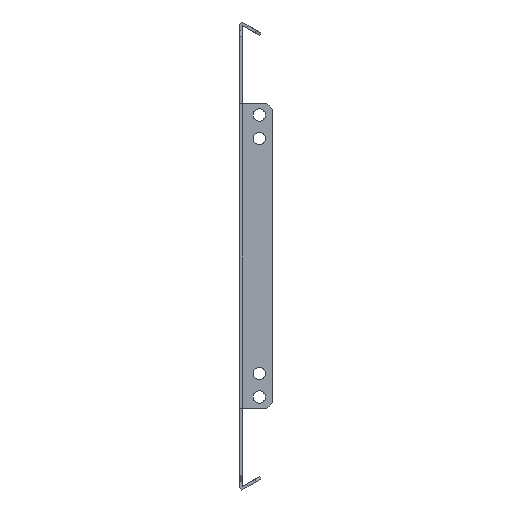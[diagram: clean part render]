
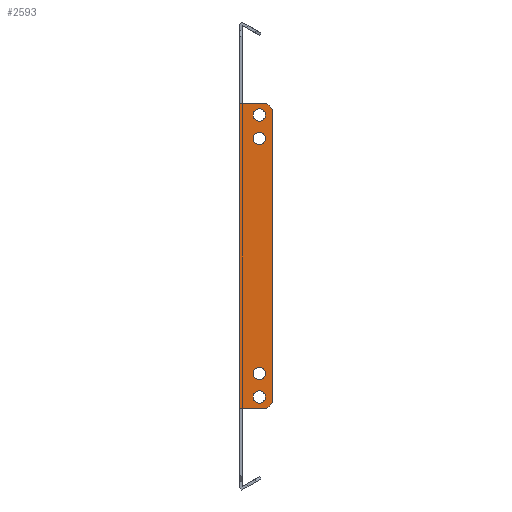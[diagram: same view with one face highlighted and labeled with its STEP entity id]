
A CAD part, front view. The second image highlights one B-rep face of the part: STEP entity #2593.
In plain terms, the highlighted planar face has unit normal (0, -1, 0).
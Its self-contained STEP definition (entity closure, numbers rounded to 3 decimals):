
#190 = VERTEX_POINT ( 'NONE', #459 ) ;
#339 = ORIENTED_EDGE ( 'NONE', *, *, #10726, .F. ) ;
#373 = CARTESIAN_POINT ( 'NONE',  ( 10.5, -352.75, -75. ) ) ;
#459 = CARTESIAN_POINT ( 'NONE',  ( 17.5, -352.75, 78. ) ) ;
#573 = DIRECTION ( 'NONE',  ( 0., 0., -1. ) ) ;
#639 = AXIS2_PLACEMENT_3D ( 'NONE', #6779, #5763, #3237 ) ;
#844 = AXIS2_PLACEMENT_3D ( 'NONE', #7346, #9458, #9768 ) ;
#849 = DIRECTION ( 'NONE',  ( -1., 0., 0. ) ) ;
#955 = FACE_BOUND ( 'NONE', #9178, .T. ) ;
#979 = EDGE_CURVE ( 'NONE', #1974, #7293, #4499, .T. ) ;
#1253 = CIRCLE ( 'NONE', #9395, 3.25 ) ;
#1345 = DIRECTION ( 'NONE',  ( 0., 0., 1. ) ) ;
#1368 = EDGE_CURVE ( 'NONE', #7333, #4091, #7167, .T. ) ;
#1411 = CIRCLE ( 'NONE', #2337, 3.25 ) ;
#1445 = EDGE_CURVE ( 'NONE', #6569, #12660, #1253, .T. ) ;
#1517 = EDGE_LOOP ( 'NONE', ( #7450, #4298, #8373, #3411, #5549, #10026, #7409, #5769 ) ) ;
#1646 = CARTESIAN_POINT ( 'NONE',  ( 10.5, -352.75, 62.5 ) ) ;
#1734 = DIRECTION ( 'NONE',  ( -1., 0., 0. ) ) ;
#1745 = FACE_BOUND ( 'NONE', #4114, .T. ) ;
#1875 = AXIS2_PLACEMENT_3D ( 'NONE', #373, #8211, #1734 ) ;
#1974 = VERTEX_POINT ( 'NONE', #13671 ) ;
#2030 = VECTOR ( 'NONE', #10067, 1000. ) ;
#2337 = AXIS2_PLACEMENT_3D ( 'NONE', #7558, #6453, #8718 ) ;
#2348 = LINE ( 'NONE', #11216, #2030 ) ;
#2478 = VERTEX_POINT ( 'NONE', #11623 ) ;
#2583 = DIRECTION ( 'NONE',  ( 0., -1., 0. ) ) ;
#2593 = ADVANCED_FACE ( 'NONE', ( #6394, #8507, #1745, #955, #5155 ), #9536, .F. ) ;
#2822 = VECTOR ( 'NONE', #4029, 1000. ) ;
#3025 = DIRECTION ( 'NONE',  ( -1., 0., 0. ) ) ;
#3237 = DIRECTION ( 'NONE',  ( -1., 0., 0. ) ) ;
#3328 = DIRECTION ( 'NONE',  ( 0., -1., 0. ) ) ;
#3411 = ORIENTED_EDGE ( 'NONE', *, *, #12004, .T. ) ;
#3417 = EDGE_CURVE ( 'NONE', #7716, #12868, #13150, .T. ) ;
#3432 = CARTESIAN_POINT ( 'NONE',  ( 13.75, -352.75, -75. ) ) ;
#3536 = LINE ( 'NONE', #11301, #13098 ) ;
#3738 = DIRECTION ( 'NONE',  ( -1., 0., 0. ) ) ;
#3807 = LINE ( 'NONE', #8236, #12150 ) ;
#3819 = VECTOR ( 'NONE', #10518, 1000. ) ;
#3828 = DIRECTION ( 'NONE',  ( -1., 0., 0. ) ) ;
#3847 = EDGE_CURVE ( 'NONE', #7293, #1974, #6896, .T. ) ;
#3864 = EDGE_CURVE ( 'NONE', #4091, #9929, #2348, .T. ) ;
#4029 = DIRECTION ( 'NONE',  ( -0.707, 0., 0.707 ) ) ;
#4031 = CIRCLE ( 'NONE', #4941, 3.25 ) ;
#4091 = VERTEX_POINT ( 'NONE', #9476 ) ;
#4114 = EDGE_LOOP ( 'NONE', ( #4581, #7011 ) ) ;
#4293 = EDGE_LOOP ( 'NONE', ( #339, #5254 ) ) ;
#4296 = EDGE_CURVE ( 'NONE', #2478, #13737, #8100, .T. ) ;
#4298 = ORIENTED_EDGE ( 'NONE', *, *, #6388, .T. ) ;
#4354 = DIRECTION ( 'NONE',  ( 0., -1., 0. ) ) ;
#4405 = CARTESIAN_POINT ( 'NONE',  ( 10.5, -352.75, -75. ) ) ;
#4499 = CIRCLE ( 'NONE', #4734, 3.25 ) ;
#4581 = ORIENTED_EDGE ( 'NONE', *, *, #3417, .F. ) ;
#4734 = AXIS2_PLACEMENT_3D ( 'NONE', #5916, #4354, #8032 ) ;
#4941 = AXIS2_PLACEMENT_3D ( 'NONE', #1646, #6002, #10439 ) ;
#5155 = FACE_OUTER_BOUND ( 'NONE', #1517, .T. ) ;
#5206 = VECTOR ( 'NONE', #573, 1000. ) ;
#5254 = ORIENTED_EDGE ( 'NONE', *, *, #1445, .F. ) ;
#5549 = ORIENTED_EDGE ( 'NONE', *, *, #13650, .T. ) ;
#5763 = DIRECTION ( 'NONE',  ( 0., -1., 0. ) ) ;
#5769 = ORIENTED_EDGE ( 'NONE', *, *, #3864, .T. ) ;
#5916 = CARTESIAN_POINT ( 'NONE',  ( 10.5, -352.75, 75. ) ) ;
#5968 = CARTESIAN_POINT ( 'NONE',  ( 17.5, -352.75, -78. ) ) ;
#6002 = DIRECTION ( 'NONE',  ( 0., -1., 0. ) ) ;
#6076 = CARTESIAN_POINT ( 'NONE',  ( 0., -352.75, -81. ) ) ;
#6122 = VECTOR ( 'NONE', #7181, 1000. ) ;
#6388 = EDGE_CURVE ( 'NONE', #190, #10361, #11785, .T. ) ;
#6394 = FACE_BOUND ( 'NONE', #6881, .T. ) ;
#6453 = DIRECTION ( 'NONE',  ( 0., -1., 0. ) ) ;
#6569 = VERTEX_POINT ( 'NONE', #3432 ) ;
#6779 = CARTESIAN_POINT ( 'NONE',  ( 10.5, -352.75, 75. ) ) ;
#6881 = EDGE_LOOP ( 'NONE', ( #8542, #9831 ) ) ;
#6896 = CIRCLE ( 'NONE', #639, 3.25 ) ;
#7011 = ORIENTED_EDGE ( 'NONE', *, *, #13070, .F. ) ;
#7167 = LINE ( 'NONE', #6076, #3819 ) ;
#7181 = DIRECTION ( 'NONE',  ( -1., 0., 0. ) ) ;
#7202 = CARTESIAN_POINT ( 'NONE',  ( 13.75, -352.75, 75. ) ) ;
#7293 = VERTEX_POINT ( 'NONE', #7202 ) ;
#7333 = VERTEX_POINT ( 'NONE', #11697 ) ;
#7340 = ORIENTED_EDGE ( 'NONE', *, *, #979, .F. ) ;
#7346 = CARTESIAN_POINT ( 'NONE',  ( 0., -352.75, 0. ) ) ;
#7409 = ORIENTED_EDGE ( 'NONE', *, *, #1368, .T. ) ;
#7434 = CARTESIAN_POINT ( 'NONE',  ( 10.5, -352.75, -62.5 ) ) ;
#7450 = ORIENTED_EDGE ( 'NONE', *, *, #14029, .T. ) ;
#7558 = CARTESIAN_POINT ( 'NONE',  ( 10.5, -352.75, -62.5 ) ) ;
#7716 = VERTEX_POINT ( 'NONE', #12119 ) ;
#7813 = CARTESIAN_POINT ( 'NONE',  ( 13.75, -352.75, 62.5 ) ) ;
#8032 = DIRECTION ( 'NONE',  ( -1., 0., 0. ) ) ;
#8100 = CIRCLE ( 'NONE', #13897, 3.25 ) ;
#8211 = DIRECTION ( 'NONE',  ( 0., -1., 0. ) ) ;
#8236 = CARTESIAN_POINT ( 'NONE',  ( 0., -352.75, -81. ) ) ;
#8373 = ORIENTED_EDGE ( 'NONE', *, *, #13642, .T. ) ;
#8410 = CARTESIAN_POINT ( 'NONE',  ( 0., -352.75, -81. ) ) ;
#8420 = CARTESIAN_POINT ( 'NONE',  ( 0., -352.75, 0. ) ) ;
#8507 = FACE_BOUND ( 'NONE', #4293, .T. ) ;
#8542 = ORIENTED_EDGE ( 'NONE', *, *, #10972, .F. ) ;
#8718 = DIRECTION ( 'NONE',  ( -1., 0., 0. ) ) ;
#9178 = EDGE_LOOP ( 'NONE', ( #7340, #9795 ) ) ;
#9378 = LINE ( 'NONE', #8420, #5206 ) ;
#9395 = AXIS2_PLACEMENT_3D ( 'NONE', #4405, #10812, #849 ) ;
#9458 = DIRECTION ( 'NONE',  ( 0., 1., 0. ) ) ;
#9476 = CARTESIAN_POINT ( 'NONE',  ( 14.5, -352.75, -81. ) ) ;
#9536 = PLANE ( 'NONE',  #844 ) ;
#9768 = DIRECTION ( 'NONE',  ( -1., 0., 0. ) ) ;
#9795 = ORIENTED_EDGE ( 'NONE', *, *, #3847, .F. ) ;
#9831 = ORIENTED_EDGE ( 'NONE', *, *, #4296, .F. ) ;
#9929 = VERTEX_POINT ( 'NONE', #5968 ) ;
#10026 = ORIENTED_EDGE ( 'NONE', *, *, #13225, .F. ) ;
#10030 = VERTEX_POINT ( 'NONE', #14085 ) ;
#10067 = DIRECTION ( 'NONE',  ( 0.707, 0., 0.707 ) ) ;
#10068 = CARTESIAN_POINT ( 'NONE',  ( 7.25, -352.75, -75. ) ) ;
#10305 = CARTESIAN_POINT ( 'NONE',  ( 0., -352.75, 81. ) ) ;
#10361 = VERTEX_POINT ( 'NONE', #13824 ) ;
#10387 = CARTESIAN_POINT ( 'NONE',  ( 0., -352.75, 81. ) ) ;
#10439 = DIRECTION ( 'NONE',  ( -1., 0., 0. ) ) ;
#10518 = DIRECTION ( 'NONE',  ( 1., 0., 0. ) ) ;
#10726 = EDGE_CURVE ( 'NONE', #12660, #6569, #13701, .T. ) ;
#10812 = DIRECTION ( 'NONE',  ( 0., -1., 0. ) ) ;
#10857 = CARTESIAN_POINT ( 'NONE',  ( 14.5, -352.75, 81. ) ) ;
#10972 = EDGE_CURVE ( 'NONE', #13737, #2478, #1411, .T. ) ;
#11109 = VERTEX_POINT ( 'NONE', #10305 ) ;
#11216 = CARTESIAN_POINT ( 'NONE',  ( 17.5, -352.75, -78. ) ) ;
#11301 = CARTESIAN_POINT ( 'NONE',  ( 17.5, -352.75, 0. ) ) ;
#11623 = CARTESIAN_POINT ( 'NONE',  ( 13.75, -352.75, -62.5 ) ) ;
#11697 = CARTESIAN_POINT ( 'NONE',  ( 2.5, -352.75, -81. ) ) ;
#11785 = LINE ( 'NONE', #10857, #2822 ) ;
#12004 = EDGE_CURVE ( 'NONE', #10030, #11109, #13045, .T. ) ;
#12033 = VERTEX_POINT ( 'NONE', #8410 ) ;
#12119 = CARTESIAN_POINT ( 'NONE',  ( 7.25, -352.75, 62.5 ) ) ;
#12150 = VECTOR ( 'NONE', #3738, 1000. ) ;
#12560 = LINE ( 'NONE', #10387, #6122 ) ;
#12660 = VERTEX_POINT ( 'NONE', #10068 ) ;
#12868 = VERTEX_POINT ( 'NONE', #7813 ) ;
#12900 = CARTESIAN_POINT ( 'NONE',  ( 2.5, -352.75, 81. ) ) ;
#12912 = CARTESIAN_POINT ( 'NONE',  ( 7.25, -352.75, -62.5 ) ) ;
#13045 = LINE ( 'NONE', #12900, #14189 ) ;
#13070 = EDGE_CURVE ( 'NONE', #12868, #7716, #4031, .T. ) ;
#13098 = VECTOR ( 'NONE', #1345, 1000. ) ;
#13150 = CIRCLE ( 'NONE', #13375, 3.25 ) ;
#13225 = EDGE_CURVE ( 'NONE', #7333, #12033, #3807, .T. ) ;
#13276 = DIRECTION ( 'NONE',  ( -1., 0., 0. ) ) ;
#13375 = AXIS2_PLACEMENT_3D ( 'NONE', #13545, #3328, #13276 ) ;
#13545 = CARTESIAN_POINT ( 'NONE',  ( 10.5, -352.75, 62.5 ) ) ;
#13642 = EDGE_CURVE ( 'NONE', #10361, #10030, #12560, .T. ) ;
#13650 = EDGE_CURVE ( 'NONE', #11109, #12033, #9378, .T. ) ;
#13671 = CARTESIAN_POINT ( 'NONE',  ( 7.25, -352.75, 75. ) ) ;
#13701 = CIRCLE ( 'NONE', #1875, 3.25 ) ;
#13737 = VERTEX_POINT ( 'NONE', #12912 ) ;
#13824 = CARTESIAN_POINT ( 'NONE',  ( 14.5, -352.75, 81. ) ) ;
#13897 = AXIS2_PLACEMENT_3D ( 'NONE', #7434, #2583, #3828 ) ;
#14029 = EDGE_CURVE ( 'NONE', #9929, #190, #3536, .T. ) ;
#14085 = CARTESIAN_POINT ( 'NONE',  ( 2.5, -352.75, 81. ) ) ;
#14189 = VECTOR ( 'NONE', #3025, 1000. ) ;
